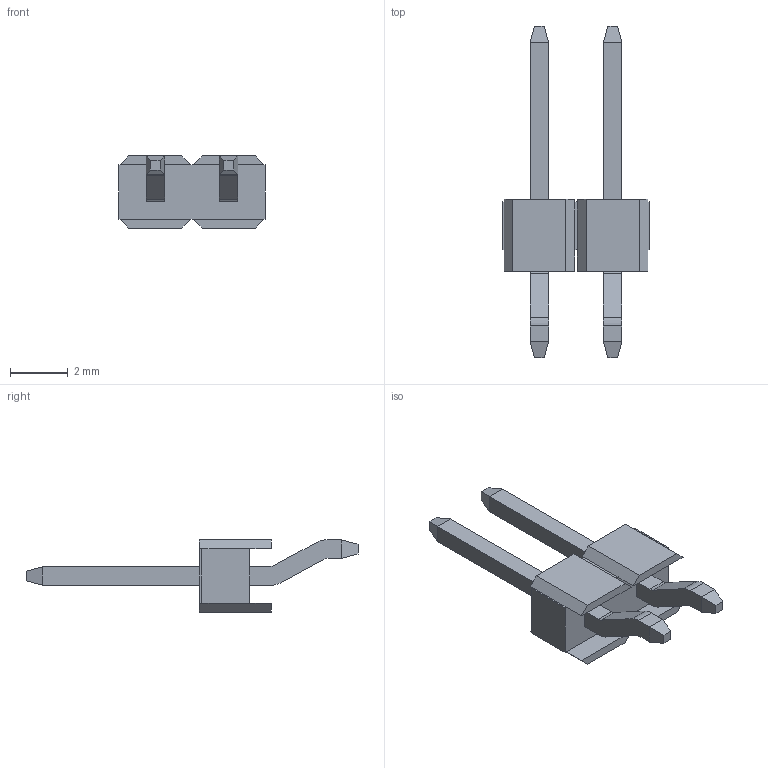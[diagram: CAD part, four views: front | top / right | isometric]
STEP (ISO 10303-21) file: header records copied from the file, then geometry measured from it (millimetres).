
FILE_DESCRIPTION((''),'2;1');
FILE_NAME('M20-8890245_ASM','2016-08-09T',('mperren'),(''),'CREO PARAMETRIC BY PTC INC, 2016050','CREO PARAMETRIC BY PTC INC, 2016050','');
FILE_SCHEMA(('CONFIG_CONTROL_DESIGN'));
Length unit declared in the file: millimetre
Products named in the file (3): M20-88902_MOULD; M20-889_CONTACT; M20-8890245_ASM
Assembly tree (3 placements, depth 2):
  M20-8890245_ASM
    M20-88902_MOULD
    M20-889_CONTACT  x2
Bounding box: 5.08 x 11.5 x 2.5 mm (x, y, z)
Volume: 31.1 mm3; surface area: 133 mm2
Topology: 3 solids, 3 shells, 98 faces, 244 edges, 152 vertices
Faces by surface type: plane 90, cylinder 8
Entity records: 2922 total; most frequent: CARTESIAN_POINT 394, ORIENTED_EDGE 384, DIRECTION 364, PRESENTATION_STYLE_ASSIGNMENT 194, STYLED_ITEM 194, CURVE_STYLE 192, EDGE_CURVE 192, VECTOR 184
